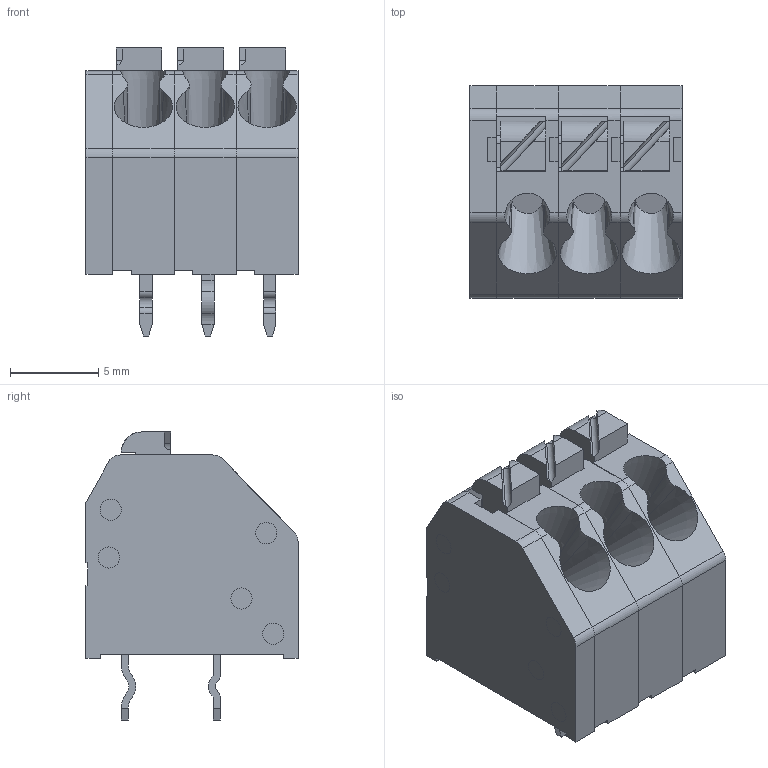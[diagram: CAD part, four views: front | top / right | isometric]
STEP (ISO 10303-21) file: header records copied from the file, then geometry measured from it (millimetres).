
FILE_DESCRIPTION( ( 'Unknown' ), '1' );
FILE_NAME( '691412120003B.stp', 'Unknown', ( 'Unknown' ), ( 'Unknown' ), 'PSStep 17.0.49', 'Unknown', ' ' );
FILE_SCHEMA( ( 'AUTOMOTIVE_DESIGN { 1 0 10303 214 1 1 1 1 }' ) );
Length unit declared in the file: millimetre
Products named in the file (8): 6914121200xx_MODULE_COURT; 6914121200xx; 6914121200xx_levier; 6914121200xxB; 6914121200xx_MODULE_LONG; 6914121200xx_LONG; Assem1; 6914121200xxB_CAPOT
Assembly tree (10 placements, depth 3):
  Assem1
    6914121200xxB_CAPOT
    6914121200xx_MODULE_COURT  x2
      6914121200xx
      6914121200xx_levier
      6914121200xxB
    6914121200xx_MODULE_LONG
      6914121200xx_LONG
      6914121200xx_levier
      6914121200xxB
Bounding box: 12 x 12 x 16.3 mm (x, y, z)
Volume: 1089.5 mm3; surface area: 2819.8 mm2
Topology: 10 solids, 10 shells, 469 faces, 1250 edges, 829 vertices
Faces by surface type: plane 344, cylinder 107, bspline 12, cone 6
Full cylindrical faces by diameter (mm): 1.2 x35
Entity records: 8596 total; most frequent: CARTESIAN_POINT 1581, ORIENTED_EDGE 1070, DIRECTION 1053, EDGE_CURVE 535, LINE 405, VECTOR 405, VERTEX_POINT 363, AXIS2_PLACEMENT_3D 324
